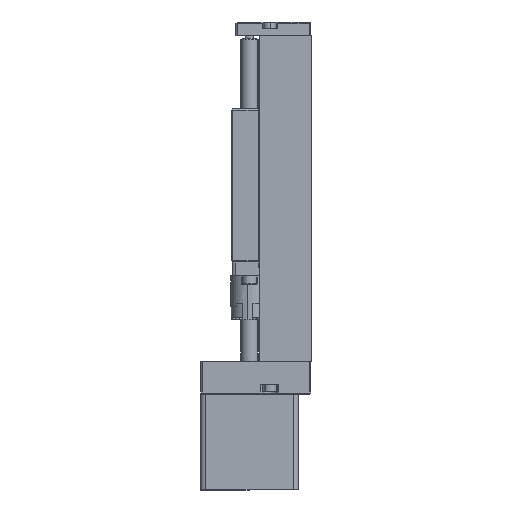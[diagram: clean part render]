
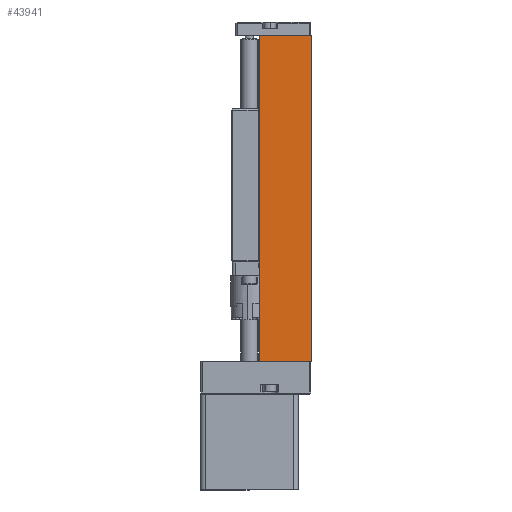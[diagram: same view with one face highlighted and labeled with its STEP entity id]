
A CAD part, left-side view. The second image highlights one B-rep face of the part: STEP entity #43941.
In plain terms, the highlighted planar face has unit normal (-1, 0, 0).
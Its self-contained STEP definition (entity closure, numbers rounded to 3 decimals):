
#1321 = EDGE_CURVE ( 'NONE', #77214, #74119, #69214, .T. ) ;
#1490 = PLANE ( 'NONE',  #75493 ) ;
#2373 = EDGE_LOOP ( 'NONE', ( #21642, #52439, #7921, #24343 ) ) ;
#7921 = ORIENTED_EDGE ( 'NONE', *, *, #7928, .F. ) ;
#7928 = EDGE_CURVE ( 'NONE', #77214, #19623, #28883, .T. ) ;
#8724 = VERTEX_POINT ( 'NONE', #48462 ) ;
#10718 = DIRECTION ( 'NONE',  ( 0., 0., -1. ) ) ;
#10758 = VECTOR ( 'NONE', #53083, 1000. ) ;
#14801 = DIRECTION ( 'NONE',  ( 0., -1., 0. ) ) ;
#15579 = CARTESIAN_POINT ( 'NONE',  ( -21.755, 0., 117. ) ) ;
#17205 = CARTESIAN_POINT ( 'NONE',  ( -21.755, 0., 117. ) ) ;
#19075 = EDGE_CURVE ( 'NONE', #19623, #8724, #47444, .T. ) ;
#19528 = CARTESIAN_POINT ( 'NONE',  ( -21.755, 18.5, 117. ) ) ;
#19566 = CARTESIAN_POINT ( 'NONE',  ( -21.755, 18.5, 117. ) ) ;
#19623 = VERTEX_POINT ( 'NONE', #48688 ) ;
#21642 = ORIENTED_EDGE ( 'NONE', *, *, #24928, .T. ) ;
#24343 = ORIENTED_EDGE ( 'NONE', *, *, #1321, .T. ) ;
#24928 = EDGE_CURVE ( 'NONE', #74119, #8724, #76607, .T. ) ;
#26962 = DIRECTION ( 'NONE',  ( 0., 0., -1. ) ) ;
#27505 = VECTOR ( 'NONE', #14801, 1000. ) ;
#28883 = LINE ( 'NONE', #15579, #10758 ) ;
#38094 = VECTOR ( 'NONE', #10718, 1000. ) ;
#43941 = ADVANCED_FACE ( 'NONE', ( #61335 ), #1490, .F. ) ;
#44951 = DIRECTION ( 'NONE',  ( 0., 0., -1. ) ) ;
#45141 = CARTESIAN_POINT ( 'NONE',  ( -21.755, 5., 117. ) ) ;
#47444 = LINE ( 'NONE', #17205, #38094 ) ;
#48462 = CARTESIAN_POINT ( 'NONE',  ( -21.755, 0., 0. ) ) ;
#48688 = CARTESIAN_POINT ( 'NONE',  ( -21.755, 0., 117. ) ) ;
#50807 = DIRECTION ( 'NONE',  ( 1., 0., 0. ) ) ;
#52439 = ORIENTED_EDGE ( 'NONE', *, *, #19075, .F. ) ;
#53083 = DIRECTION ( 'NONE',  ( 0., -1., 0. ) ) ;
#53495 = CARTESIAN_POINT ( 'NONE',  ( -21.755, 18.5, 0. ) ) ;
#61076 = VECTOR ( 'NONE', #44951, 1000. ) ;
#61335 = FACE_OUTER_BOUND ( 'NONE', #2373, .T. ) ;
#69214 = LINE ( 'NONE', #19566, #61076 ) ;
#70142 = CARTESIAN_POINT ( 'NONE',  ( -21.755, 5., 0. ) ) ;
#74119 = VERTEX_POINT ( 'NONE', #53495 ) ;
#75493 = AXIS2_PLACEMENT_3D ( 'NONE', #45141, #50807, #26962 ) ;
#76607 = LINE ( 'NONE', #70142, #27505 ) ;
#77214 = VERTEX_POINT ( 'NONE', #19528 ) ;
